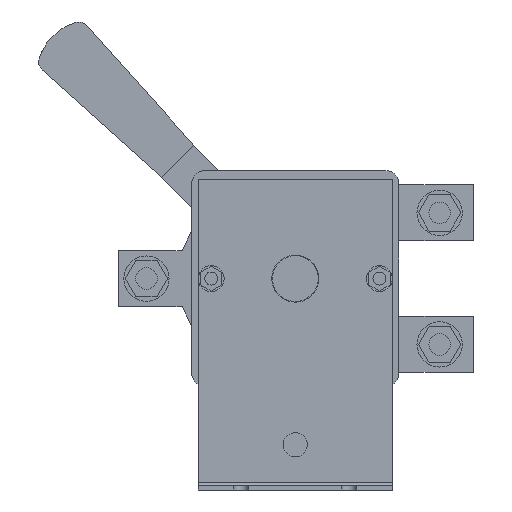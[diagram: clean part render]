
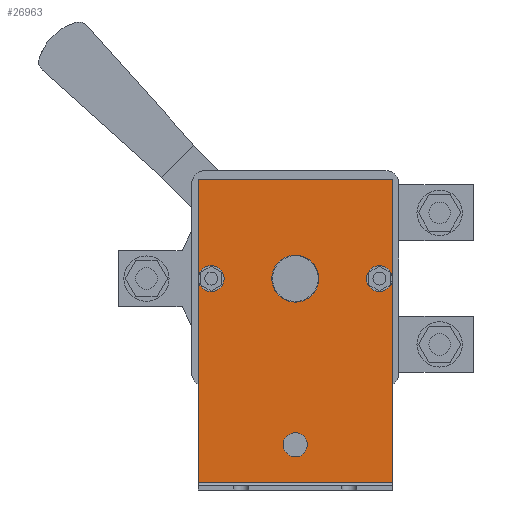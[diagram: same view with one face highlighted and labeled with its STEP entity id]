
A CAD part, left-side view. The second image highlights one B-rep face of the part: STEP entity #26963.
In plain terms, the highlighted planar face has unit normal (-1, 0, 0).
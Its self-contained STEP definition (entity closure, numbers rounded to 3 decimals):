
#438 = CARTESIAN_POINT ( 'NONE',  ( -87.5, 0., -10.9 ) ) ;
#442 = FACE_BOUND ( 'NONE', #740, .T. ) ;
#597 = CARTESIAN_POINT ( 'NONE',  ( -87.5, 0., -77. ) ) ;
#717 = AXIS2_PLACEMENT_3D ( 'NONE', #597, #17151, #2975 ) ;
#740 = EDGE_LOOP ( 'NONE', ( #27696 ) ) ;
#774 = ORIENTED_EDGE ( 'NONE', *, *, #7268, .F. ) ;
#877 = EDGE_CURVE ( 'NONE', #5801, #6523, #16317, .T. ) ;
#1782 = DIRECTION ( 'NONE',  ( 0., 0., 1. ) ) ;
#1923 = DIRECTION ( 'NONE',  ( -1., 0., 0. ) ) ;
#2074 = EDGE_CURVE ( 'NONE', #6523, #6523, #15500, .T. ) ;
#2188 = ORIENTED_EDGE ( 'NONE', *, *, #22467, .F. ) ;
#2311 = DIRECTION ( 'NONE',  ( 0., 0., -1. ) ) ;
#2607 = CARTESIAN_POINT ( 'NONE',  ( -87.5, -45., -96. ) ) ;
#2711 = DIRECTION ( 'NONE',  ( 0., 0., 1. ) ) ;
#2819 = CARTESIAN_POINT ( 'NONE',  ( -87.5, 0., -82.6 ) ) ;
#2834 = CARTESIAN_POINT ( 'NONE',  ( -87.5, -39., 0. ) ) ;
#2975 = DIRECTION ( 'NONE',  ( 0., 0., -1. ) ) ;
#3009 = ORIENTED_EDGE ( 'NONE', *, *, #30020, .T. ) ;
#3895 = VERTEX_POINT ( 'NONE', #14701 ) ;
#3902 = CARTESIAN_POINT ( 'NONE',  ( -87.5, -45., -94.5 ) ) ;
#4260 = DIRECTION ( 'NONE',  ( 0., 0., 1. ) ) ;
#4740 = EDGE_CURVE ( 'NONE', #6523, #3895, #19483, .T. ) ;
#4752 = CARTESIAN_POINT ( 'NONE',  ( -87.5, 45., 46. ) ) ;
#5242 = FACE_BOUND ( 'NONE', #10866, .T. ) ;
#5344 = AXIS2_PLACEMENT_3D ( 'NONE', #2834, #1923, #1782 ) ;
#5801 = VERTEX_POINT ( 'NONE', #3902 ) ;
#6380 = CIRCLE ( 'NONE', #19965, 6. ) ;
#6523 = VERTEX_POINT ( 'NONE', #24384 ) ;
#6958 = ORIENTED_EDGE ( 'NONE', *, *, #9674, .F. ) ;
#7250 = CARTESIAN_POINT ( 'NONE',  ( -87.5, 45., -94.5 ) ) ;
#7268 = EDGE_CURVE ( 'NONE', #21917, #3895, #13741, .T. ) ;
#7770 = ORIENTED_EDGE ( 'NONE', *, *, #877, .T. ) ;
#9674 = EDGE_CURVE ( 'NONE', #10170, #21917, #10880, .T. ) ;
#9682 = DIRECTION ( 'NONE',  ( 0., 1., 0. ) ) ;
#9996 = VECTOR ( 'NONE', #19480, 1000. ) ;
#10170 = VERTEX_POINT ( 'NONE', #25234 ) ;
#10408 = DIRECTION ( 'NONE',  ( 0., 0., 1. ) ) ;
#10442 = ORIENTED_EDGE ( 'NONE', *, *, #4740, .T. ) ;
#10866 = EDGE_LOOP ( 'NONE', ( #3009 ) ) ;
#10880 = LINE ( 'NONE', #13034, #22921 ) ;
#11237 = AXIS2_PLACEMENT_3D ( 'NONE', #30878, #16484, #2311 ) ;
#11450 = EDGE_LOOP ( 'NONE', ( #7770, #18984, #10442, #774, #6958, #16485, #19900, #2188 ) ) ;
#11510 = VERTEX_POINT ( 'NONE', #2819 ) ;
#11747 = LINE ( 'NONE', #7250, #23796 ) ;
#13034 = CARTESIAN_POINT ( 'NONE',  ( -87.5, 45., -96. ) ) ;
#13039 = DIRECTION ( 'NONE',  ( 0., 0., 1. ) ) ;
#13520 = CARTESIAN_POINT ( 'NONE',  ( -87.5, 39., 0. ) ) ;
#13741 = LINE ( 'NONE', #15760, #19370 ) ;
#14701 = CARTESIAN_POINT ( 'NONE',  ( -87.5, -45., 46. ) ) ;
#14995 = CIRCLE ( 'NONE', #717, 5.6 ) ;
#15441 = DIRECTION ( 'NONE',  ( 0., -1., 0. ) ) ;
#15500 = CIRCLE ( 'NONE', #5344, 6. ) ;
#15760 = CARTESIAN_POINT ( 'NONE',  ( -87.5, 193.417, 46. ) ) ;
#15925 = DIRECTION ( 'NONE',  ( 0., 0., 1. ) ) ;
#16057 = CARTESIAN_POINT ( 'NONE',  ( -87.5, 193.417, -96. ) ) ;
#16317 = LINE ( 'NONE', #19386, #9996 ) ;
#16484 = DIRECTION ( 'NONE',  ( 1., 0., 0. ) ) ;
#16485 = ORIENTED_EDGE ( 'NONE', *, *, #26308, .T. ) ;
#16637 = VERTEX_POINT ( 'NONE', #18767 ) ;
#17151 = DIRECTION ( 'NONE',  ( 1., 0., 0. ) ) ;
#18028 = LINE ( 'NONE', #24786, #30828 ) ;
#18477 = PLANE ( 'NONE',  #18586 ) ;
#18586 = AXIS2_PLACEMENT_3D ( 'NONE', #16057, #23255, #4260 ) ;
#18767 = CARTESIAN_POINT ( 'NONE',  ( -87.5, 45., -94.5 ) ) ;
#18984 = ORIENTED_EDGE ( 'NONE', *, *, #2074, .F. ) ;
#19370 = VECTOR ( 'NONE', #15441, 1000. ) ;
#19386 = CARTESIAN_POINT ( 'NONE',  ( -87.5, -45., -96. ) ) ;
#19480 = DIRECTION ( 'NONE',  ( 0., 0., 1. ) ) ;
#19483 = LINE ( 'NONE', #2607, #20250 ) ;
#19900 = ORIENTED_EDGE ( 'NONE', *, *, #24416, .F. ) ;
#19965 = AXIS2_PLACEMENT_3D ( 'NONE', #13520, #30326, #15925 ) ;
#20250 = VECTOR ( 'NONE', #2711, 1000. ) ;
#20500 = CIRCLE ( 'NONE', #11237, 10.9 ) ;
#21917 = VERTEX_POINT ( 'NONE', #4752 ) ;
#22467 = EDGE_CURVE ( 'NONE', #5801, #16637, #11747, .T. ) ;
#22921 = VECTOR ( 'NONE', #13039, 1000. ) ;
#23255 = DIRECTION ( 'NONE',  ( 1., 0., 0. ) ) ;
#23796 = VECTOR ( 'NONE', #9682, 1000. ) ;
#24320 = VERTEX_POINT ( 'NONE', #438 ) ;
#24384 = CARTESIAN_POINT ( 'NONE',  ( -87.5, -45., 0. ) ) ;
#24416 = EDGE_CURVE ( 'NONE', #16637, #10170, #18028, .T. ) ;
#24786 = CARTESIAN_POINT ( 'NONE',  ( -87.5, 45., -96. ) ) ;
#25234 = CARTESIAN_POINT ( 'NONE',  ( -87.5, 45., 0. ) ) ;
#26308 = EDGE_CURVE ( 'NONE', #10170, #10170, #6380, .T. ) ;
#26963 = ADVANCED_FACE ( 'NONE', ( #442, #5242, #30658 ), #18477, .F. ) ;
#27696 = ORIENTED_EDGE ( 'NONE', *, *, #28220, .T. ) ;
#28220 = EDGE_CURVE ( 'NONE', #24320, #24320, #20500, .T. ) ;
#30020 = EDGE_CURVE ( 'NONE', #11510, #11510, #14995, .T. ) ;
#30326 = DIRECTION ( 'NONE',  ( 1., 0., 0. ) ) ;
#30658 = FACE_OUTER_BOUND ( 'NONE', #11450, .T. ) ;
#30828 = VECTOR ( 'NONE', #10408, 1000. ) ;
#30878 = CARTESIAN_POINT ( 'NONE',  ( -87.5, 0., 0. ) ) ;
